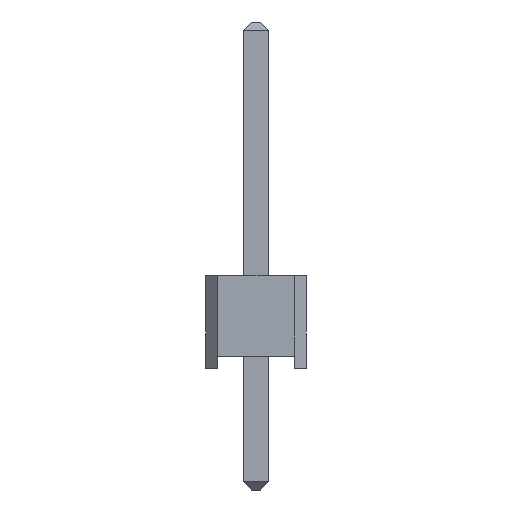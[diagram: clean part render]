
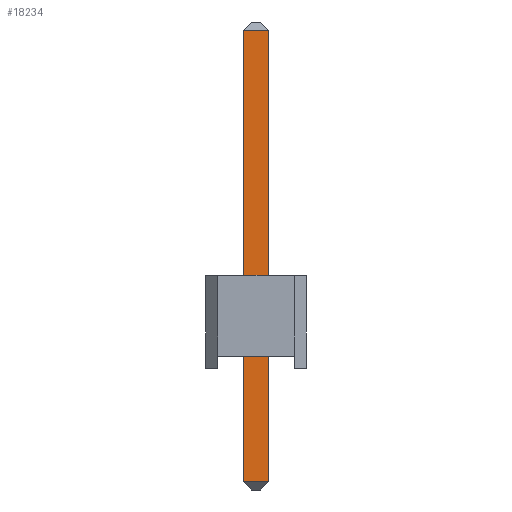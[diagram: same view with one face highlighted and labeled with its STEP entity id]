
A CAD part, left-side view. The second image highlights one B-rep face of the part: STEP entity #18234.
In plain terms, the highlighted planar face has unit normal (-1, 0, 0).
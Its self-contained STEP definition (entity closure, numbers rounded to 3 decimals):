
#17881 = PLANE('',#17882);
#17882 = AXIS2_PLACEMENT_3D('',#17883,#17884,#17885);
#17883 = CARTESIAN_POINT('',(-0.32,0.32,-3.));
#17884 = DIRECTION('',(-0.,1.,0.));
#17885 = DIRECTION('',(0.,0.,1.));
#17906 = VERTEX_POINT('',#17907);
#17907 = CARTESIAN_POINT('',(-0.32,0.32,-2.8));
#17933 = EDGE_CURVE('',#17906,#17934,#17936,.T.);
#17934 = VERTEX_POINT('',#17935);
#17935 = CARTESIAN_POINT('',(-0.32,0.32,8.34));
#17936 = SURFACE_CURVE('',#17937,(#17941,#17948),.PCURVE_S1.);
#17937 = LINE('',#17938,#17939);
#17938 = CARTESIAN_POINT('',(-0.32,0.32,-3.));
#17939 = VECTOR('',#17940,1.);
#17940 = DIRECTION('',(0.,-0.,1.));
#17941 = PCURVE('',#17881,#17942);
#17942 = DEFINITIONAL_REPRESENTATION('',(#17943),#17947);
#17943 = LINE('',#17944,#17945);
#17944 = CARTESIAN_POINT('',(0.,0.));
#17945 = VECTOR('',#17946,1.);
#17946 = DIRECTION('',(1.,0.));
#17947 = ( GEOMETRIC_REPRESENTATION_CONTEXT(2) 
PARAMETRIC_REPRESENTATION_CONTEXT() REPRESENTATION_CONTEXT('2D SPACE',''
  ) );
#17948 = PCURVE('',#17949,#17954);
#17949 = PLANE('',#17950);
#17950 = AXIS2_PLACEMENT_3D('',#17951,#17952,#17953);
#17951 = CARTESIAN_POINT('',(-0.32,-0.32,-3.));
#17952 = DIRECTION('',(-1.,0.,0.));
#17953 = DIRECTION('',(0.,0.,1.));
#17954 = DEFINITIONAL_REPRESENTATION('',(#17955),#17959);
#17955 = LINE('',#17956,#17957);
#17956 = CARTESIAN_POINT('',(0.,0.64));
#17957 = VECTOR('',#17958,1.);
#17958 = DIRECTION('',(1.,0.));
#17959 = ( GEOMETRIC_REPRESENTATION_CONTEXT(2) 
PARAMETRIC_REPRESENTATION_CONTEXT() REPRESENTATION_CONTEXT('2D SPACE',''
  ) );
#18061 = PLANE('',#18062);
#18062 = AXIS2_PLACEMENT_3D('',#18063,#18064,#18065);
#18063 = CARTESIAN_POINT('',(-0.22,-0.32,-2.9));
#18064 = DIRECTION('',(0.707,0.,0.707));
#18065 = DIRECTION('',(0.707,0.,-0.707));
#18094 = PLANE('',#18095);
#18095 = AXIS2_PLACEMENT_3D('',#18096,#18097,#18098);
#18096 = CARTESIAN_POINT('',(0.32,-0.32,-3.));
#18097 = DIRECTION('',(0.,-1.,0.));
#18098 = DIRECTION('',(0.,-0.,-1.));
#18174 = PLANE('',#18175);
#18175 = AXIS2_PLACEMENT_3D('',#18176,#18177,#18178);
#18176 = CARTESIAN_POINT('',(-0.22,-0.32,8.44));
#18177 = DIRECTION('',(-0.707,0.,0.707));
#18178 = DIRECTION('',(0.707,0.,0.707));
#18234 = ADVANCED_FACE('',(#18235),#17949,.T.);
#18235 = FACE_BOUND('',#18236,.T.);
#18236 = EDGE_LOOP('',(#18237,#18238,#18261,#18284));
#18237 = ORIENTED_EDGE('',*,*,#17933,.F.);
#18238 = ORIENTED_EDGE('',*,*,#18239,.T.);
#18239 = EDGE_CURVE('',#17906,#18240,#18242,.T.);
#18240 = VERTEX_POINT('',#18241);
#18241 = CARTESIAN_POINT('',(-0.32,-0.32,-2.8));
#18242 = SURFACE_CURVE('',#18243,(#18247,#18254),.PCURVE_S1.);
#18243 = LINE('',#18244,#18245);
#18244 = CARTESIAN_POINT('',(-0.32,-0.32,-2.8));
#18245 = VECTOR('',#18246,1.);
#18246 = DIRECTION('',(-0.,-1.,0.));
#18247 = PCURVE('',#17949,#18248);
#18248 = DEFINITIONAL_REPRESENTATION('',(#18249),#18253);
#18249 = LINE('',#18250,#18251);
#18250 = CARTESIAN_POINT('',(0.2,0.));
#18251 = VECTOR('',#18252,1.);
#18252 = DIRECTION('',(0.,-1.));
#18253 = ( GEOMETRIC_REPRESENTATION_CONTEXT(2) 
PARAMETRIC_REPRESENTATION_CONTEXT() REPRESENTATION_CONTEXT('2D SPACE',''
  ) );
#18254 = PCURVE('',#18061,#18255);
#18255 = DEFINITIONAL_REPRESENTATION('',(#18256),#18260);
#18256 = LINE('',#18257,#18258);
#18257 = CARTESIAN_POINT('',(-0.141,0.));
#18258 = VECTOR('',#18259,1.);
#18259 = DIRECTION('',(-0.,-1.));
#18260 = ( GEOMETRIC_REPRESENTATION_CONTEXT(2) 
PARAMETRIC_REPRESENTATION_CONTEXT() REPRESENTATION_CONTEXT('2D SPACE',''
  ) );
#18261 = ORIENTED_EDGE('',*,*,#18262,.T.);
#18262 = EDGE_CURVE('',#18240,#18263,#18265,.T.);
#18263 = VERTEX_POINT('',#18264);
#18264 = CARTESIAN_POINT('',(-0.32,-0.32,8.34));
#18265 = SURFACE_CURVE('',#18266,(#18270,#18277),.PCURVE_S1.);
#18266 = LINE('',#18267,#18268);
#18267 = CARTESIAN_POINT('',(-0.32,-0.32,-3.));
#18268 = VECTOR('',#18269,1.);
#18269 = DIRECTION('',(0.,0.,1.));
#18270 = PCURVE('',#17949,#18271);
#18271 = DEFINITIONAL_REPRESENTATION('',(#18272),#18276);
#18272 = LINE('',#18273,#18274);
#18273 = CARTESIAN_POINT('',(0.,0.));
#18274 = VECTOR('',#18275,1.);
#18275 = DIRECTION('',(1.,0.));
#18276 = ( GEOMETRIC_REPRESENTATION_CONTEXT(2) 
PARAMETRIC_REPRESENTATION_CONTEXT() REPRESENTATION_CONTEXT('2D SPACE',''
  ) );
#18277 = PCURVE('',#18094,#18278);
#18278 = DEFINITIONAL_REPRESENTATION('',(#18279),#18283);
#18279 = LINE('',#18280,#18281);
#18280 = CARTESIAN_POINT('',(-0.,-0.64));
#18281 = VECTOR('',#18282,1.);
#18282 = DIRECTION('',(-1.,0.));
#18283 = ( GEOMETRIC_REPRESENTATION_CONTEXT(2) 
PARAMETRIC_REPRESENTATION_CONTEXT() REPRESENTATION_CONTEXT('2D SPACE',''
  ) );
#18284 = ORIENTED_EDGE('',*,*,#18285,.T.);
#18285 = EDGE_CURVE('',#18263,#17934,#18286,.T.);
#18286 = SURFACE_CURVE('',#18287,(#18291,#18298),.PCURVE_S1.);
#18287 = LINE('',#18288,#18289);
#18288 = CARTESIAN_POINT('',(-0.32,-0.32,8.34));
#18289 = VECTOR('',#18290,1.);
#18290 = DIRECTION('',(0.,1.,-0.));
#18291 = PCURVE('',#17949,#18292);
#18292 = DEFINITIONAL_REPRESENTATION('',(#18293),#18297);
#18293 = LINE('',#18294,#18295);
#18294 = CARTESIAN_POINT('',(11.34,0.));
#18295 = VECTOR('',#18296,1.);
#18296 = DIRECTION('',(0.,1.));
#18297 = ( GEOMETRIC_REPRESENTATION_CONTEXT(2) 
PARAMETRIC_REPRESENTATION_CONTEXT() REPRESENTATION_CONTEXT('2D SPACE',''
  ) );
#18298 = PCURVE('',#18174,#18299);
#18299 = DEFINITIONAL_REPRESENTATION('',(#18300),#18304);
#18300 = LINE('',#18301,#18302);
#18301 = CARTESIAN_POINT('',(-0.141,0.));
#18302 = VECTOR('',#18303,1.);
#18303 = DIRECTION('',(0.,1.));
#18304 = ( GEOMETRIC_REPRESENTATION_CONTEXT(2) 
PARAMETRIC_REPRESENTATION_CONTEXT() REPRESENTATION_CONTEXT('2D SPACE',''
  ) );
